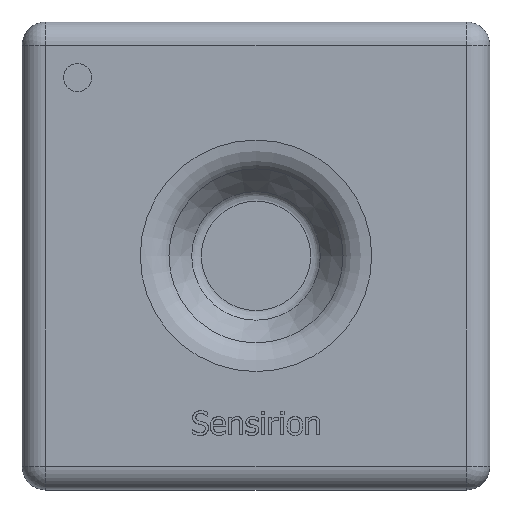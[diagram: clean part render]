
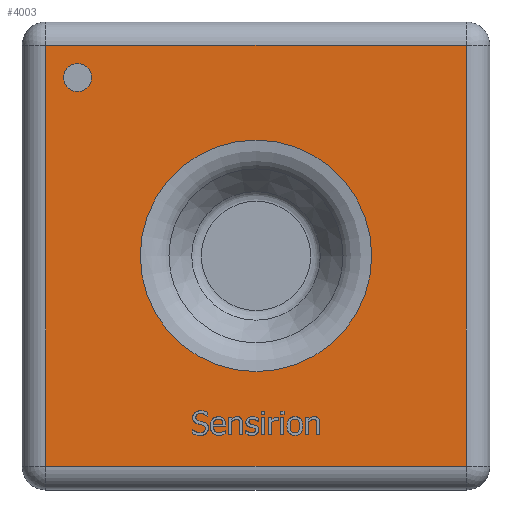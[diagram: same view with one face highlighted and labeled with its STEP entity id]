
A CAD part, top view. The second image highlights one B-rep face of the part: STEP entity #4003.
In plain terms, the highlighted planar face has unit normal (0, 0, 1).
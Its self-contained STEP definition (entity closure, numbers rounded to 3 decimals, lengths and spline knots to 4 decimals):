
#379=LINE('',#5477,#797);
#380=LINE('',#5479,#798);
#381=LINE('',#5481,#799);
#382=LINE('',#5482,#800);
#797=VECTOR('',#4612,1.8);
#798=VECTOR('',#4613,1.8);
#799=VECTOR('',#4614,1.8);
#800=VECTOR('',#4615,1.8);
#1163=PLANE('',#4274);
#1294=FACE_BOUND('',#1590,.T.);
#1341=FACE_OUTER_BOUND('',#1589,.T.);
#1589=EDGE_LOOP('',(#2929,#2930,#2931,#2932));
#1590=EDGE_LOOP('',(#2933));
#1814=CIRCLE('',#4273,0.4949);
#1897=VERTEX_POINT('',#5472);
#1898=VERTEX_POINT('',#5475);
#1899=VERTEX_POINT('',#5476);
#1900=VERTEX_POINT('',#5478);
#1901=VERTEX_POINT('',#5480);
#2307=EDGE_CURVE('',#1897,#1897,#1814,.T.);
#2308=EDGE_CURVE('',#1898,#1899,#379,.T.);
#2309=EDGE_CURVE('',#1900,#1898,#380,.T.);
#2310=EDGE_CURVE('',#1901,#1900,#381,.T.);
#2311=EDGE_CURVE('',#1899,#1901,#382,.T.);
#2929=ORIENTED_EDGE('',*,*,#2308,.F.);
#2930=ORIENTED_EDGE('',*,*,#2309,.F.);
#2931=ORIENTED_EDGE('',*,*,#2310,.F.);
#2932=ORIENTED_EDGE('',*,*,#2311,.F.);
#2933=ORIENTED_EDGE('',*,*,#2307,.F.);
#4003=ADVANCED_FACE('',(#1341,#1294),#1163,.T.);
#4273=AXIS2_PLACEMENT_3D('',#5473,#4608,#4609);
#4274=AXIS2_PLACEMENT_3D('',#5474,#4610,#4611);
#4608=DIRECTION('center_axis',(0.,0.,1.));
#4609=DIRECTION('ref_axis',(1.,0.,0.));
#4610=DIRECTION('center_axis',(0.,0.,1.));
#4611=DIRECTION('ref_axis',(1.,0.,0.));
#4612=DIRECTION('',(0.,1.,0.));
#4613=DIRECTION('',(-1.,0.,0.));
#4614=DIRECTION('',(0.,-1.,0.));
#4615=DIRECTION('',(1.,0.,0.));
#5472=CARTESIAN_POINT('',(-0.4949,0.,0.75));
#5473=CARTESIAN_POINT('Origin',(0.,0.,0.75));
#5474=CARTESIAN_POINT('Origin',(0.,0.,0.75));
#5475=CARTESIAN_POINT('',(-0.9,-0.9,0.75));
#5476=CARTESIAN_POINT('',(-0.9,0.9,0.75));
#5477=CARTESIAN_POINT('',(-0.9,0.5,0.75));
#5478=CARTESIAN_POINT('',(0.9,-0.9,0.75));
#5479=CARTESIAN_POINT('',(-0.5,-0.9,0.75));
#5480=CARTESIAN_POINT('',(0.9,0.9,0.75));
#5481=CARTESIAN_POINT('',(0.9,-0.5,0.75));
#5482=CARTESIAN_POINT('',(0.5,0.9,0.75));
